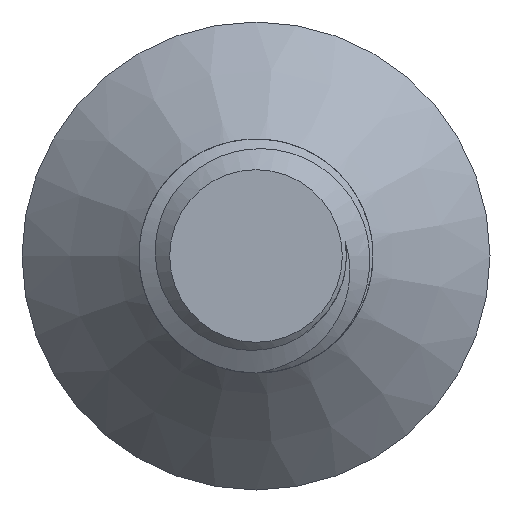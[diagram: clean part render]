
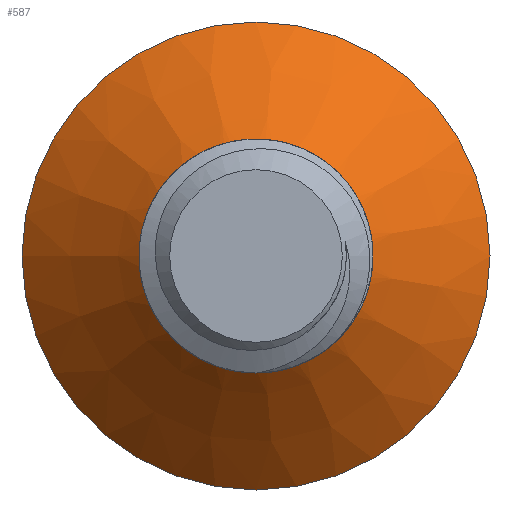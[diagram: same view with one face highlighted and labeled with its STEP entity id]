
A CAD part, left-side view. The second image highlights one B-rep face of the part: STEP entity #587.
In plain terms, the highlighted conical face has half-angle 45 degrees and reference radius 2 mm.
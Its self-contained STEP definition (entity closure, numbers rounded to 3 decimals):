
#37=CONICAL_SURFACE('',#641,2.,0.785);
#60=FACE_OUTER_BOUND('',#97,.T.);
#97=EDGE_LOOP('',(#434,#435,#436,#437,#438,#439,#440,#441));
#121=CIRCLE('',#626,2.);
#123=CIRCLE('',#642,4.);
#162=B_SPLINE_CURVE_WITH_KNOTS('',3,(#1827,#1828,#1829,#1830),
 .UNSPECIFIED.,.F.,.F.,(4,4),(3.013,3.163),
 .UNSPECIFIED.);
#163=B_SPLINE_CURVE_WITH_KNOTS('',3,(#1832,#1833,#1834,#1835,#1836,#1837,
#1838,#1839,#1840,#1841),.UNSPECIFIED.,.F.,.F.,(4,2,2,2,4),(0.,
0.048,0.093,0.17,0.171),
 .UNSPECIFIED.);
#164=B_SPLINE_CURVE_WITH_KNOTS('',3,(#1844,#1845,#1846,#1847,#1848,#1849,
#1850,#1851,#1852,#1853,#1854,#1855,#1856,#1857,#1858,#1859,#1860,#1861,
#1862,#1863,#1864,#1865,#1866,#1867,#1868,#1869,#1870,#1871,#1872,#1873,
#1874,#1875,#1876,#1877,#1878,#1879,#1880,#1881,#1882,#1883),
 .UNSPECIFIED.,.F.,.F.,(4,2,2,2,2,2,2,2,2,2,2,2,2,2,2,2,2,2,2,4),(0.007,
0.04,0.078,0.137,0.218,
0.337,0.448,0.511,0.639,
0.759,0.924,1.165,1.409,1.529,
1.77,2.027,2.314,2.638,2.86,
3.013),.UNSPECIFIED.);
#188=LINE('',#1826,#218);
#189=LINE('',#1843,#219);
#218=VECTOR('',#728,2.);
#219=VECTOR('',#729,2.);
#236=VERTEX_POINT('',#812);
#237=VERTEX_POINT('',#839);
#266=VERTEX_POINT('',#1823);
#267=VERTEX_POINT('',#1825);
#268=VERTEX_POINT('',#1831);
#269=VERTEX_POINT('',#1842);
#291=EDGE_CURVE('',#237,#236,#121,.T.);
#333=EDGE_CURVE('',#266,#266,#123,.T.);
#334=EDGE_CURVE('',#266,#267,#188,.T.);
#335=EDGE_CURVE('',#267,#237,#162,.T.);
#336=EDGE_CURVE('',#236,#268,#163,.T.);
#337=EDGE_CURVE('',#268,#269,#189,.T.);
#338=EDGE_CURVE('',#269,#267,#164,.T.);
#434=ORIENTED_EDGE('',*,*,#333,.F.);
#435=ORIENTED_EDGE('',*,*,#334,.T.);
#436=ORIENTED_EDGE('',*,*,#335,.T.);
#437=ORIENTED_EDGE('',*,*,#291,.T.);
#438=ORIENTED_EDGE('',*,*,#336,.T.);
#439=ORIENTED_EDGE('',*,*,#337,.T.);
#440=ORIENTED_EDGE('',*,*,#338,.T.);
#441=ORIENTED_EDGE('',*,*,#334,.F.);
#587=ADVANCED_FACE('',(#60),#37,.T.);
#626=AXIS2_PLACEMENT_3D('',#840,#681,#682);
#641=AXIS2_PLACEMENT_3D('',#1822,#724,#725);
#642=AXIS2_PLACEMENT_3D('',#1824,#726,#727);
#681=DIRECTION('center_axis',(0.,0.,1.));
#682=DIRECTION('ref_axis',(0.,-1.,0.));
#724=DIRECTION('center_axis',(0.,0.,1.));
#725=DIRECTION('ref_axis',(0.,-1.,0.));
#726=DIRECTION('center_axis',(0.,0.,1.));
#727=DIRECTION('ref_axis',(0.,-1.,0.));
#728=DIRECTION('',(0.,-0.707,-0.707));
#729=DIRECTION('',(0.,-0.707,-0.707));
#812=CARTESIAN_POINT('',(-1.553,1.261,-2.3));
#839=CARTESIAN_POINT('',(-0.239,1.986,-2.3));
#840=CARTESIAN_POINT('Origin',(0.,0.,-2.3));
#1822=CARTESIAN_POINT('Origin',(0.,0.,-2.3));
#1823=CARTESIAN_POINT('',(0.,4.,-0.3));
#1824=CARTESIAN_POINT('Origin',(0.,0.,-0.3));
#1825=CARTESIAN_POINT('',(0.,1.992,-2.308));
#1826=CARTESIAN_POINT('',(0.,2.,-2.3));
#1827=CARTESIAN_POINT('Ctrl Pts',(0.,1.992,-2.308));
#1828=CARTESIAN_POINT('Ctrl Pts',(-0.092,1.995,
-2.305));
#1829=CARTESIAN_POINT('Ctrl Pts',(-0.173,1.991,-2.302));
#1830=CARTESIAN_POINT('Ctrl Pts',(-0.239,1.986,-2.3));
#1831=CARTESIAN_POINT('',(0.,1.763,-2.537));
#1832=CARTESIAN_POINT('Ctrl Pts',(-1.553,1.261,-2.3));
#1833=CARTESIAN_POINT('Ctrl Pts',(-1.438,1.37,-2.32));
#1834=CARTESIAN_POINT('Ctrl Pts',(-1.309,1.465,-2.342));
#1835=CARTESIAN_POINT('Ctrl Pts',(-1.041,1.614,-2.385));
#1836=CARTESIAN_POINT('Ctrl Pts',(-0.903,1.671,-2.406));
#1837=CARTESIAN_POINT('Ctrl Pts',(-0.516,1.779,-2.464));
#1838=CARTESIAN_POINT('Ctrl Pts',(-0.261,1.797,-2.501));
#1839=CARTESIAN_POINT('Ctrl Pts',(-0.007,1.764,
-2.536));
#1840=CARTESIAN_POINT('Ctrl Pts',(-0.004,1.764,
-2.536));
#1841=CARTESIAN_POINT('Ctrl Pts',(0.,1.763,
-2.537));
#1842=CARTESIAN_POINT('',(0.,1.548,-2.752));
#1843=CARTESIAN_POINT('',(0.,2.,-2.3));
#1844=CARTESIAN_POINT('Ctrl Pts',(0.,1.548,
-2.752));
#1845=CARTESIAN_POINT('Ctrl Pts',(-0.11,1.553,-2.747));
#1846=CARTESIAN_POINT('Ctrl Pts',(-0.222,1.546,-2.742));
#1847=CARTESIAN_POINT('Ctrl Pts',(-0.455,1.506,-2.732));
#1848=CARTESIAN_POINT('Ctrl Pts',(-0.576,1.47,-2.726));
#1849=CARTESIAN_POINT('Ctrl Pts',(-0.874,1.342,-2.711));
#1850=CARTESIAN_POINT('Ctrl Pts',(-1.039,1.231,-2.702));
#1851=CARTESIAN_POINT('Ctrl Pts',(-1.373,0.9,-2.681));
#1852=CARTESIAN_POINT('Ctrl Pts',(-1.477,0.699,-2.673));
#1853=CARTESIAN_POINT('Ctrl Pts',(-1.618,0.361,-2.657));
#1854=CARTESIAN_POINT('Ctrl Pts',(-1.661,0.145,-2.647));
#1855=CARTESIAN_POINT('Ctrl Pts',(-1.661,-0.276,
-2.628));
#1856=CARTESIAN_POINT('Ctrl Pts',(-1.624,-0.478,
-2.62));
#1857=CARTESIAN_POINT('Ctrl Pts',(-1.51,-0.775,
-2.607));
#1858=CARTESIAN_POINT('Ctrl Pts',(-1.458,-0.877,
-2.603));
#1859=CARTESIAN_POINT('Ctrl Pts',(-1.272,-1.167,-2.589));
#1860=CARTESIAN_POINT('Ctrl Pts',(-1.11,-1.335,-2.579));
#1861=CARTESIAN_POINT('Ctrl Pts',(-0.741,-1.589,
-2.56));
#1862=CARTESIAN_POINT('Ctrl Pts',(-0.543,-1.676,
-2.551));
#1863=CARTESIAN_POINT('Ctrl Pts',(-0.043,-1.794,
-2.531));
#1864=CARTESIAN_POINT('Ctrl Pts',(0.205,-1.773,-2.522));
#1865=CARTESIAN_POINT('Ctrl Pts',(0.597,-1.707,-2.507));
#1866=CARTESIAN_POINT('Ctrl Pts',(0.82,-1.623,-2.497));
#1867=CARTESIAN_POINT('Ctrl Pts',(1.223,-1.372,-2.478));
#1868=CARTESIAN_POINT('Ctrl Pts',(1.398,-1.207,-2.468));
#1869=CARTESIAN_POINT('Ctrl Pts',(1.605,-0.916,-2.455));
#1870=CARTESIAN_POINT('Ctrl Pts',(1.665,-0.813,-2.451));
#1871=CARTESIAN_POINT('Ctrl Pts',(1.81,-0.493,-2.438));
#1872=CARTESIAN_POINT('Ctrl Pts',(1.867,-0.263,-2.429));
#1873=CARTESIAN_POINT('Ctrl Pts',(1.893,0.219,-2.41));
#1874=CARTESIAN_POINT('Ctrl Pts',(1.858,0.468,-2.401));
#1875=CARTESIAN_POINT('Ctrl Pts',(1.681,0.966,-2.382));
#1876=CARTESIAN_POINT('Ctrl Pts',(1.539,1.18,-2.373));
#1877=CARTESIAN_POINT('Ctrl Pts',(1.225,1.53,-2.356));
#1878=CARTESIAN_POINT('Ctrl Pts',(1.024,1.682,-2.347));
#1879=CARTESIAN_POINT('Ctrl Pts',(0.647,1.867,-2.331));
#1880=CARTESIAN_POINT('Ctrl Pts',(0.485,1.923,-2.325));
#1881=CARTESIAN_POINT('Ctrl Pts',(0.201,1.979,-2.315));
#1882=CARTESIAN_POINT('Ctrl Pts',(0.094,1.989,-2.311));
#1883=CARTESIAN_POINT('Ctrl Pts',(0.,1.992,
-2.308));
